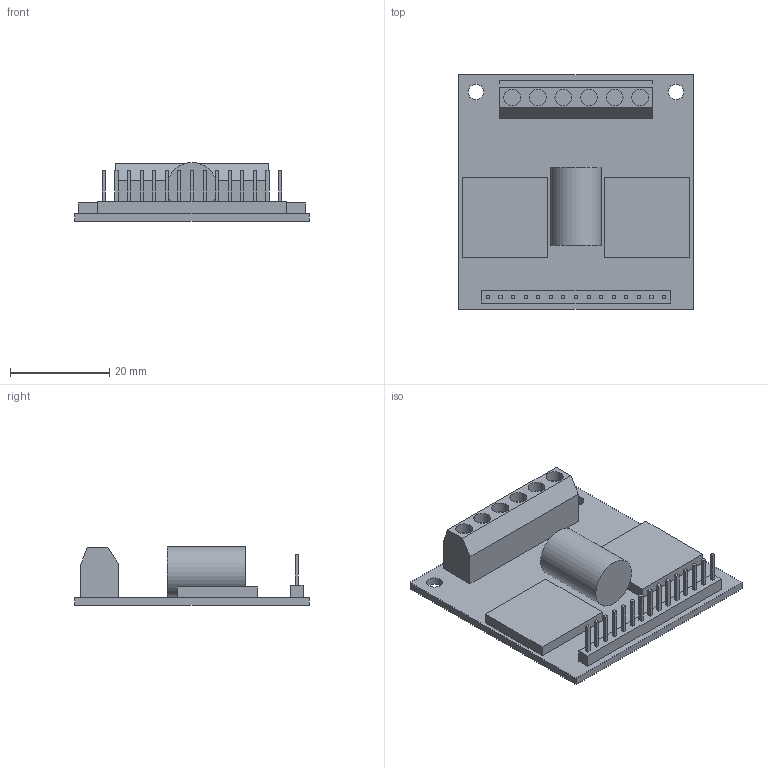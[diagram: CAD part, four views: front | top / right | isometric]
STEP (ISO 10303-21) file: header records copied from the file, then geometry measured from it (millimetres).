
FILE_DESCRIPTION(('FreeCAD Model'),'2;1');
FILE_NAME('pololu_driver.step', '2014-03-17T21:52:41',('FreeCAD'),('FreeCAD'), 'Open CASCADE STEP processor 6.7','FreeCAD','Unknown');
FILE_SCHEMA(('AUTOMOTIVE_DESIGN_CC2 { 1 2 10303 214 -1 1 5 4 }'));
Length unit declared in the file: millimetre
Products named in the file (1): Fusion
Bounding box: 47.37 x 47.37 x 11.88 mm (x, y, z)
Volume: 8363.5 mm3; surface area: 7010.9 mm2
Topology: 2 solids, 2 shells, 120 faces, 273 edges, 182 vertices
Faces by surface type: plane 111, cylinder 9
Full cylindrical faces by diameter (mm): 3.176 x2, 3.42 x6, 10.16 x1
Entity records: 6920 total; most frequent: CARTESIAN_POINT 1174, DIRECTION 1067, LINE 779, VECTOR 779, ORIENTED_EDGE 546, PCURVE 546, DEFINITIONAL_REPRESENTATION 546, EDGE_CURVE 273
